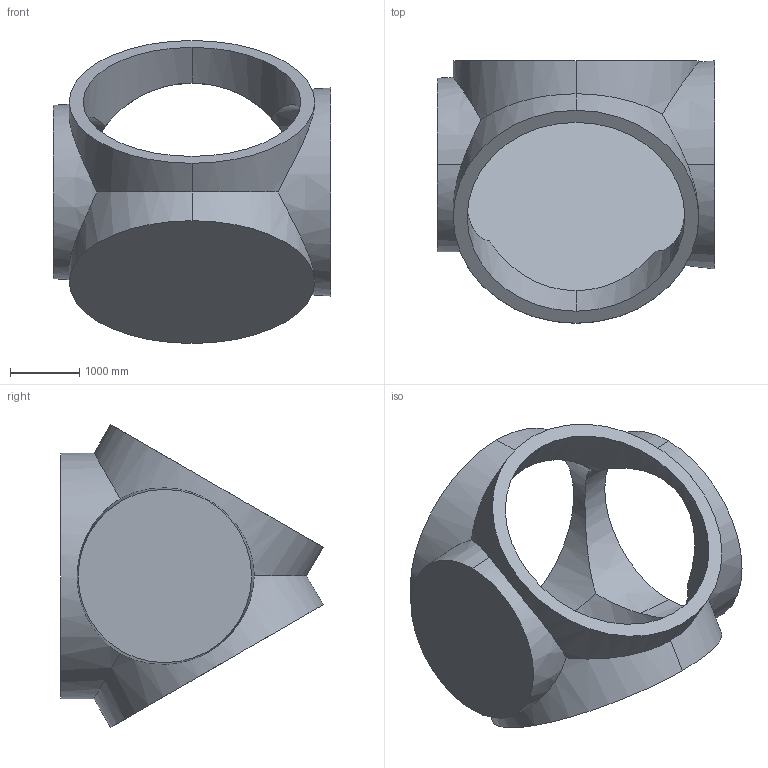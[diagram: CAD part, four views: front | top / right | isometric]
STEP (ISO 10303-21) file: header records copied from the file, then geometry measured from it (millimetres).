
FILE_DESCRIPTION (( 'STEP AP203' ), '1' );
FILE_NAME ('Rotor_Default_sldprt.STEP', '2020-07-23T14:00:55', ( '' ), ( '' ), 'SwSTEP 2.0', 'SolidWorks 2020', '' );
FILE_SCHEMA (( 'CONFIG_CONTROL_DESIGN' ));
Length unit declared in the file: metre
Products named in the file (1): Rotor_Default_sldprt
Bounding box: 4000 x 3782.86 x 4368.08 mm (x, y, z)
Volume: 7220741565.7 mm3; surface area: 78087578.4 mm2
Topology: 1 solids, 1 shells, 27 faces, 72 edges, 46 vertices
Faces by surface type: cylinder 12, cone 8, plane 7
Entity records: 2171 total; most frequent: CARTESIAN_POINT 1470, ORIENTED_EDGE 144, DIRECTION 116, EDGE_CURVE 72, AXIS2_PLACEMENT_3D 48, VERTEX_POINT 46, EDGE_LOOP 30, ADVANCED_FACE 27
